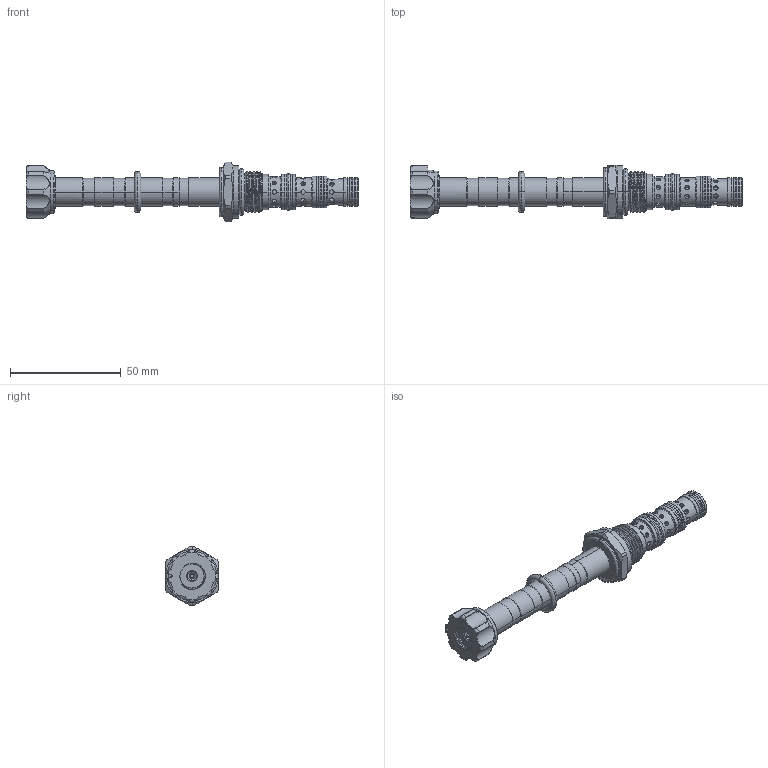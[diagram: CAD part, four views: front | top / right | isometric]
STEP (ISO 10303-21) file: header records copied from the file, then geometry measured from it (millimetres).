
FILE_DESCRIPTION (( 'STEP AP203' ), '1' );
FILE_NAME ('ES08W4A22P04.STEP', '2020-04-10T01:16:06', ( '' ), ( '' ), 'SwSTEP 2.0', 'SolidWorks 2018', '' );
FILE_SCHEMA (( 'CONFIG_CONTROL_DESIGN' ));
Length unit declared in the file: millimetre
Products named in the file (1): ES08W4A22P04
Bounding box: 149.9 x 24 x 27 mm (x, y, z)
Volume: 26107.1 mm3; surface area: 12765.7 mm2
Topology: 9 solids, 9 shells, 436 faces, 984 edges, 604 vertices
Faces by surface type: cylinder 239, torus 71, cone 46, plane 42, bspline 38
Entity records: 19313 total; most frequent: CARTESIAN_POINT 9882, ORIENTED_EDGE 1964, DIRECTION 1918, EDGE_CURVE 982, AXIS2_PLACEMENT_3D 827, VERTEX_POINT 604, EDGE_LOOP 494, ADVANCED_FACE 436
